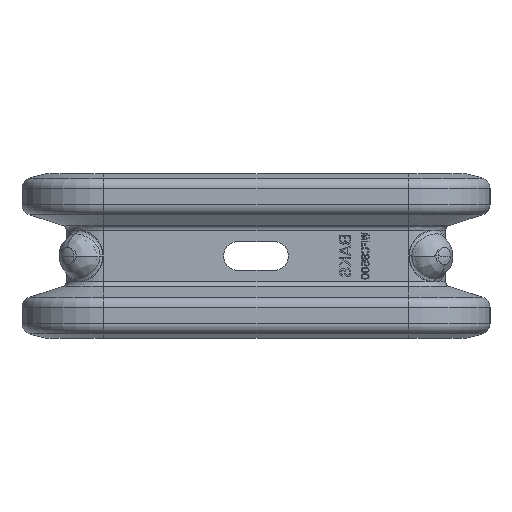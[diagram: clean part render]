
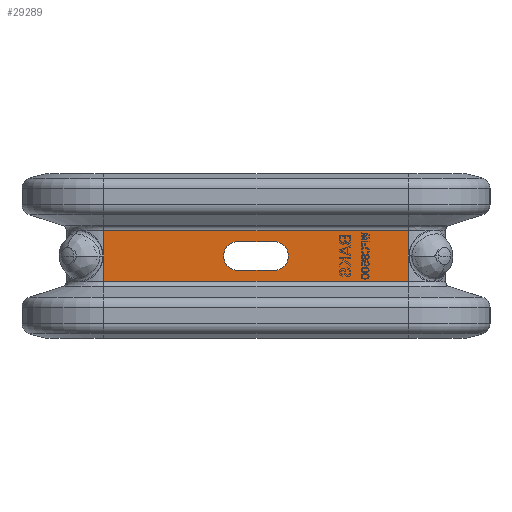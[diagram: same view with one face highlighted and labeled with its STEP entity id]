
A CAD part, left-side view. The second image highlights one B-rep face of the part: STEP entity #29289.
In plain terms, the highlighted planar face has unit normal (-1, 0, 0).
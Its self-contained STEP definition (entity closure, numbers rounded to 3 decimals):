
#8342=DIRECTION('',(0.,1.,0.));
#8343=VECTOR('',#8342,117.);
#8344=CARTESIAN_POINT('',(-557.,31.5,9.8));
#8345=LINE('',#8344,#8343);
#8346=DIRECTION('',(0.,0.,1.));
#8347=VECTOR('',#8346,19.6);
#8348=CARTESIAN_POINT('',(-557.,31.5,-9.8));
#8349=LINE('',#8348,#8347);
#8350=DIRECTION('',(0.,1.,0.));
#8351=VECTOR('',#8350,117.);
#8352=CARTESIAN_POINT('',(-557.,31.5,-9.8));
#8353=LINE('',#8352,#8351);
#8354=DIRECTION('',(0.,1.,0.));
#8355=VECTOR('',#8354,14.);
#8356=CARTESIAN_POINT('',(-557.,83.,5.5));
#8357=LINE('',#8356,#8355);
#8358=CARTESIAN_POINT('',(-557.,97.,0.));
#8359=DIRECTION('',(1.,0.,0.));
#8360=DIRECTION('',(0.,0.,-1.));
#8361=AXIS2_PLACEMENT_3D('',#8358,#8359,#8360);
#8363=DIRECTION('',(0.,-1.,0.));
#8364=VECTOR('',#8363,14.);
#8365=CARTESIAN_POINT('',(-557.,97.,-5.5));
#8366=LINE('',#8365,#8364);
#8367=CARTESIAN_POINT('',(-557.,83.,0.));
#8368=DIRECTION('',(1.,0.,0.));
#8369=DIRECTION('',(0.,0.,1.));
#8370=AXIS2_PLACEMENT_3D('',#8367,#8368,#8369);
#9279=DIRECTION('',(0.,0.,1.));
#9280=VECTOR('',#9279,19.6);
#9281=CARTESIAN_POINT('',(-557.,148.5,-9.8));
#9282=LINE('',#9281,#9280);
#13661=CARTESIAN_POINT('',(-557.,31.5,-9.8));
#13662=VERTEX_POINT('',#13661);
#13663=CARTESIAN_POINT('',(-557.,31.5,9.8));
#13664=VERTEX_POINT('',#13663);
#13689=CARTESIAN_POINT('',(-557.,148.5,-9.8));
#13690=VERTEX_POINT('',#13689);
#13691=CARTESIAN_POINT('',(-557.,148.5,9.8));
#13692=VERTEX_POINT('',#13691);
#13917=CARTESIAN_POINT('',(-557.,83.,5.5));
#13918=CARTESIAN_POINT('',(-557.,97.,5.5));
#13919=VERTEX_POINT('',#13917);
#13920=VERTEX_POINT('',#13918);
#13921=CARTESIAN_POINT('',(-557.,97.,-5.5));
#13922=VERTEX_POINT('',#13921);
#13923=CARTESIAN_POINT('',(-557.,83.,-5.5));
#13924=VERTEX_POINT('',#13923);
#29266=CARTESIAN_POINT('',(-557.,31.5,-9.8));
#29267=DIRECTION('',(-1.,0.,0.));
#29268=DIRECTION('',(0.,0.,1.));
#29269=AXIS2_PLACEMENT_3D('',#29266,#29267,#29268);
#29270=PLANE('',#29269);
#29271=ORIENTED_EDGE('',*,*,#27333,.F.);
#29273=ORIENTED_EDGE('',*,*,#29272,.T.);
#29275=ORIENTED_EDGE('',*,*,#29274,.T.);
#29276=ORIENTED_EDGE('',*,*,#29258,.F.);
#29277=EDGE_LOOP('',(#29271,#29273,#29275,#29276));
#29278=FACE_OUTER_BOUND('',#29277,.F.);
#29280=ORIENTED_EDGE('',*,*,#29279,.T.);
#29282=ORIENTED_EDGE('',*,*,#29281,.F.);
#29284=ORIENTED_EDGE('',*,*,#29283,.T.);
#29286=ORIENTED_EDGE('',*,*,#29285,.F.);
#29287=EDGE_LOOP('',(#29280,#29282,#29284,#29286));
#29288=FACE_BOUND('',#29287,.F.);
#29289=ADVANCED_FACE('',(#29278,#29288),#29270,.T.);
#8362=CIRCLE('',#8361,5.5);
#8371=CIRCLE('',#8370,5.5);
#27333=EDGE_CURVE('',#13662,#13664,#8349,.T.);
#29258=EDGE_CURVE('',#13664,#13692,#8345,.T.);
#29272=EDGE_CURVE('',#13662,#13690,#8353,.T.);
#29274=EDGE_CURVE('',#13690,#13692,#9282,.T.);
#29279=EDGE_CURVE('',#13919,#13920,#8357,.T.);
#29281=EDGE_CURVE('',#13922,#13920,#8362,.T.);
#29283=EDGE_CURVE('',#13922,#13924,#8366,.T.);
#29285=EDGE_CURVE('',#13919,#13924,#8371,.T.);
